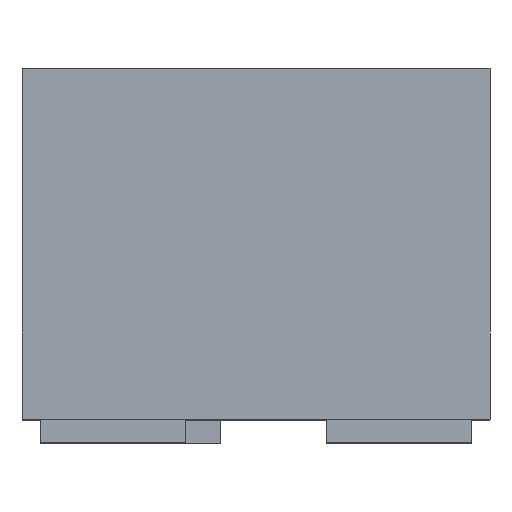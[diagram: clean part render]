
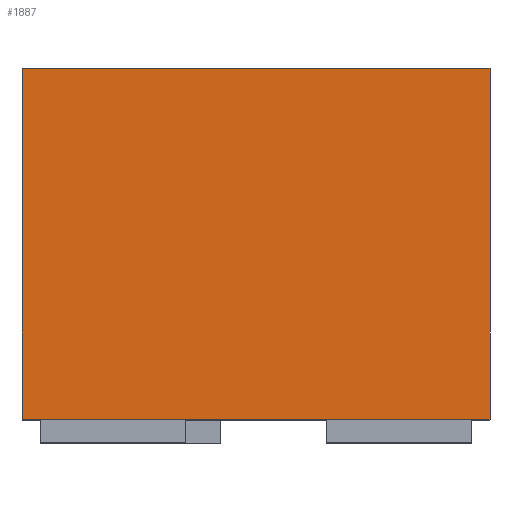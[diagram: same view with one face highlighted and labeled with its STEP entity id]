
A CAD part, top view. The second image highlights one B-rep face of the part: STEP entity #1887.
In plain terms, the highlighted planar face has unit normal (0, 0, 1).
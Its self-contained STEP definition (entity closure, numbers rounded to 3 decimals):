
#23 = LINE ( 'NONE', #1629, #1196 ) ;
#62 = DIRECTION ( 'NONE',  ( 1., 0., 0. ) ) ;
#80 = ORIENTED_EDGE ( 'NONE', *, *, #1278, .F. ) ;
#212 = CARTESIAN_POINT ( 'NONE',  ( 0.5, 0.8, 0.75 ) ) ;
#245 = PLANE ( 'NONE',  #619 ) ;
#333 = DIRECTION ( 'NONE',  ( 1., 0., 0. ) ) ;
#387 = CARTESIAN_POINT ( 'NONE',  ( 0.5, 0.8, 0.75 ) ) ;
#408 = ORIENTED_EDGE ( 'NONE', *, *, #1779, .F. ) ;
#492 = EDGE_CURVE ( 'NONE', #1708, #1676, #976, .T. ) ;
#512 = FACE_OUTER_BOUND ( 'NONE', #1282, .T. ) ;
#549 = DIRECTION ( 'NONE',  ( 0., 0., -1. ) ) ;
#619 = AXIS2_PLACEMENT_3D ( 'NONE', #1208, #549, #1686 ) ;
#631 = CARTESIAN_POINT ( 'NONE',  ( 0.5, 0.05, 0.75 ) ) ;
#770 = VERTEX_POINT ( 'NONE', #806 ) ;
#806 = CARTESIAN_POINT ( 'NONE',  ( 0.5, 0.05, 0.75 ) ) ;
#840 = LINE ( 'NONE', #387, #1607 ) ;
#876 = VERTEX_POINT ( 'NONE', #212 ) ;
#910 = CARTESIAN_POINT ( 'NONE',  ( -0.5, 3.403, 0.75 ) ) ;
#924 = VECTOR ( 'NONE', #938, 1000. ) ;
#937 = VECTOR ( 'NONE', #333, 1000. ) ;
#938 = DIRECTION ( 'NONE',  ( 0., -1., 0. ) ) ;
#976 = LINE ( 'NONE', #910, #924 ) ;
#1135 = CARTESIAN_POINT ( 'NONE',  ( -0.5, 0.05, 0.75 ) ) ;
#1196 = VECTOR ( 'NONE', #1783, 1000. ) ;
#1208 = CARTESIAN_POINT ( 'NONE',  ( 0.5, 3.403, 0.75 ) ) ;
#1274 = LINE ( 'NONE', #631, #937 ) ;
#1275 = CARTESIAN_POINT ( 'NONE',  ( -0.5, 0.8, 0.75 ) ) ;
#1278 = EDGE_CURVE ( 'NONE', #876, #770, #23, .T. ) ;
#1282 = EDGE_LOOP ( 'NONE', ( #408, #1864, #2046, #80 ) ) ;
#1310 = EDGE_CURVE ( 'NONE', #1676, #770, #1274, .T. ) ;
#1607 = VECTOR ( 'NONE', #62, 1000. ) ;
#1629 = CARTESIAN_POINT ( 'NONE',  ( 0.5, 3.403, 0.75 ) ) ;
#1676 = VERTEX_POINT ( 'NONE', #1135 ) ;
#1686 = DIRECTION ( 'NONE',  ( -1., 0., 0. ) ) ;
#1708 = VERTEX_POINT ( 'NONE', #1275 ) ;
#1779 = EDGE_CURVE ( 'NONE', #1708, #876, #840, .T. ) ;
#1783 = DIRECTION ( 'NONE',  ( 0., -1., 0. ) ) ;
#1864 = ORIENTED_EDGE ( 'NONE', *, *, #492, .T. ) ;
#1887 = ADVANCED_FACE ( 'NONE', ( #512 ), #245, .F. ) ;
#2046 = ORIENTED_EDGE ( 'NONE', *, *, #1310, .T. ) ;
